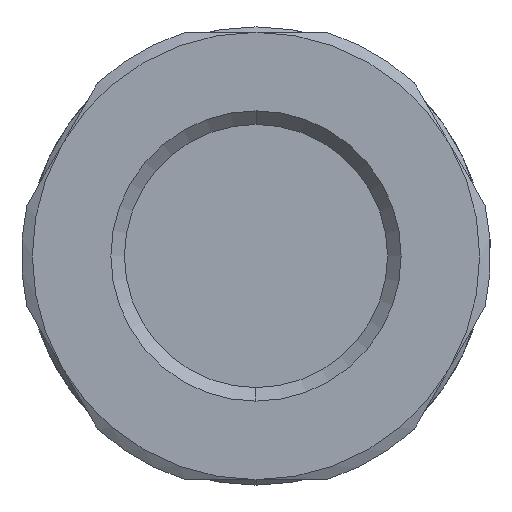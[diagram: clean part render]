
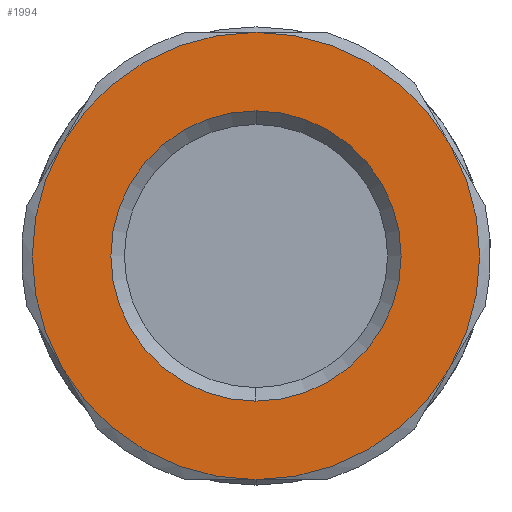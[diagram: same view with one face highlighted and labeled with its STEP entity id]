
A CAD part, left-side view. The second image highlights one B-rep face of the part: STEP entity #1994.
In plain terms, the highlighted planar face has unit normal (-1, 0, 0).
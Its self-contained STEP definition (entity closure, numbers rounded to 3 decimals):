
#79 = DIRECTION ( 'NONE',  ( 0., 0., 1. ) ) ;
#80 = DIRECTION ( 'NONE',  ( -1., 0., 0. ) ) ;
#81 = CARTESIAN_POINT ( 'NONE',  ( -21.1, 0., 0. ) ) ;
#82 = AXIS2_PLACEMENT_3D ( 'NONE', #81, #80, #79 ) ;
#83 = CIRCLE ( 'NONE', #82, 13.3 ) ;
#84 = CARTESIAN_POINT ( 'NONE',  ( -21.1, 0., -13.3 ) ) ;
#119 = CARTESIAN_POINT ( 'NONE',  ( -21.1, 0., 13.3 ) ) ;
#227 = DIRECTION ( 'NONE',  ( 0., 0., -1. ) ) ;
#228 = DIRECTION ( 'NONE',  ( 1., 0., 0. ) ) ;
#229 = CARTESIAN_POINT ( 'NONE',  ( -21.1, 0., 0. ) ) ;
#230 = AXIS2_PLACEMENT_3D ( 'NONE', #229, #228, #227 ) ;
#231 = CIRCLE ( 'NONE', #230, 20.5 ) ;
#232 = DIRECTION ( 'NONE',  ( 0., 0., -1. ) ) ;
#233 = DIRECTION ( 'NONE',  ( 1., 0., 0. ) ) ;
#234 = CARTESIAN_POINT ( 'NONE',  ( -21.1, 0., 0. ) ) ;
#235 = AXIS2_PLACEMENT_3D ( 'NONE', #234, #233, #232 ) ;
#236 = CIRCLE ( 'NONE', #235, 20.5 ) ;
#237 = CARTESIAN_POINT ( 'NONE',  ( -21.1, 0., 20.5 ) ) ;
#340 = DIRECTION ( 'NONE',  ( 0., 0., -1. ) ) ;
#341 = DIRECTION ( 'NONE',  ( 1., 0., 0. ) ) ;
#342 = CARTESIAN_POINT ( 'NONE',  ( -21.1, 0., 0. ) ) ;
#343 = AXIS2_PLACEMENT_3D ( 'NONE', #342, #341, #340 ) ;
#344 = CIRCLE ( 'NONE', #343, 20.5 ) ;
#349 = CARTESIAN_POINT ( 'NONE',  ( -21.1, -17.754, 10.25 ) ) ;
#372 = CARTESIAN_POINT ( 'NONE',  ( -21.1, 17.754, 10.25 ) ) ;
#381 = DIRECTION ( 'NONE',  ( 0., 0., -1. ) ) ;
#382 = DIRECTION ( 'NONE',  ( 1., 0., 0. ) ) ;
#383 = CARTESIAN_POINT ( 'NONE',  ( -21.1, 0., 0. ) ) ;
#397 = AXIS2_PLACEMENT_3D ( 'NONE', #383, #382, #381 ) ;
#398 = CIRCLE ( 'NONE', #397, 20.5 ) ;
#1506 = CARTESIAN_POINT ( 'NONE',  ( -21.1, -17.754, -10.25 ) ) ;
#1507 = DIRECTION ( 'NONE',  ( 0., 0., -1. ) ) ;
#1508 = DIRECTION ( 'NONE',  ( 1., 0., 0. ) ) ;
#1509 = CARTESIAN_POINT ( 'NONE',  ( -21.1, 0., 0. ) ) ;
#1510 = AXIS2_PLACEMENT_3D ( 'NONE', #1509, #1508, #1507 ) ;
#1511 = CIRCLE ( 'NONE', #1510, 20.5 ) ;
#1512 = CARTESIAN_POINT ( 'NONE',  ( -21.1, 17.754, -10.25 ) ) ;
#1513 = CARTESIAN_POINT ( 'NONE',  ( -21.1, 0., -20.5 ) ) ;
#1514 = DIRECTION ( 'NONE',  ( 0., 0., -1. ) ) ;
#1515 = DIRECTION ( 'NONE',  ( 1., 0., 0. ) ) ;
#1516 = CARTESIAN_POINT ( 'NONE',  ( -21.1, 0., 0. ) ) ;
#1517 = AXIS2_PLACEMENT_3D ( 'NONE', #1516, #1515, #1514 ) ;
#1518 = CIRCLE ( 'NONE', #1517, 20.5 ) ;
#1586 = DIRECTION ( 'NONE',  ( 0., 0., 1. ) ) ;
#1587 = DIRECTION ( 'NONE',  ( -1., 0., 0. ) ) ;
#1588 = AXIS2_PLACEMENT_3D ( 'NONE', #1589, #1587, #1586 ) ;
#1589 = CARTESIAN_POINT ( 'NONE',  ( -21.1, 20.5, 0. ) ) ;
#1590 = PLANE ( 'NONE',  #1588 ) ;
#1591 = FACE_BOUND ( 'NONE', #2223, .T. ) ;
#1592 = FACE_OUTER_BOUND ( 'NONE', #1995, .T. ) ;
#1593 = DIRECTION ( 'NONE',  ( 0., 0., 1. ) ) ;
#1594 = DIRECTION ( 'NONE',  ( -1., 0., 0. ) ) ;
#1595 = CARTESIAN_POINT ( 'NONE',  ( -21.1, 0., 0. ) ) ;
#1596 = AXIS2_PLACEMENT_3D ( 'NONE', #1595, #1594, #1593 ) ;
#1597 = CIRCLE ( 'NONE', #1596, 13.3 ) ;
#1968 = EDGE_CURVE ( 'NONE', #1969, #1970, #1518, .T. ) ;
#1969 = VERTEX_POINT ( 'NONE', #1513 ) ;
#1970 = VERTEX_POINT ( 'NONE', #1512 ) ;
#1971 = ORIENTED_EDGE ( 'NONE', *, *, #1972, .F. ) ;
#1972 = EDGE_CURVE ( 'NONE', #1973, #1969, #1511, .T. ) ;
#1973 = VERTEX_POINT ( 'NONE', #1506 ) ;
#1993 = EDGE_CURVE ( 'NONE', #2098, #2095, #1597, .T. ) ;
#1994 = ADVANCED_FACE ( 'NONE', ( #1592, #1591 ), #1590, .T. ) ;
#1995 = EDGE_LOOP ( 'NONE', ( #1996, #1971, #2078, #2143, #2146, #2202 ) ) ;
#1996 = ORIENTED_EDGE ( 'NONE', *, *, #1968, .F. ) ;
#2078 = ORIENTED_EDGE ( 'NONE', *, *, #2148, .F. ) ;
#2095 = VERTEX_POINT ( 'NONE', #84 ) ;
#2097 = EDGE_CURVE ( 'NONE', #2095, #2098, #83, .T. ) ;
#2098 = VERTEX_POINT ( 'NONE', #119 ) ;
#2142 = VERTEX_POINT ( 'NONE', #349 ) ;
#2143 = ORIENTED_EDGE ( 'NONE', *, *, #2144, .F. ) ;
#2144 = EDGE_CURVE ( 'NONE', #2145, #2142, #344, .T. ) ;
#2145 = VERTEX_POINT ( 'NONE', #237 ) ;
#2146 = ORIENTED_EDGE ( 'NONE', *, *, #2147, .F. ) ;
#2147 = EDGE_CURVE ( 'NONE', #2201, #2145, #236, .T. ) ;
#2148 = EDGE_CURVE ( 'NONE', #2142, #1973, #231, .T. ) ;
#2201 = VERTEX_POINT ( 'NONE', #372 ) ;
#2202 = ORIENTED_EDGE ( 'NONE', *, *, #2203, .F. ) ;
#2203 = EDGE_CURVE ( 'NONE', #1970, #2201, #398, .T. ) ;
#2223 = EDGE_LOOP ( 'NONE', ( #2224, #2225 ) ) ;
#2224 = ORIENTED_EDGE ( 'NONE', *, *, #1993, .F. ) ;
#2225 = ORIENTED_EDGE ( 'NONE', *, *, #2097, .F. ) ;
